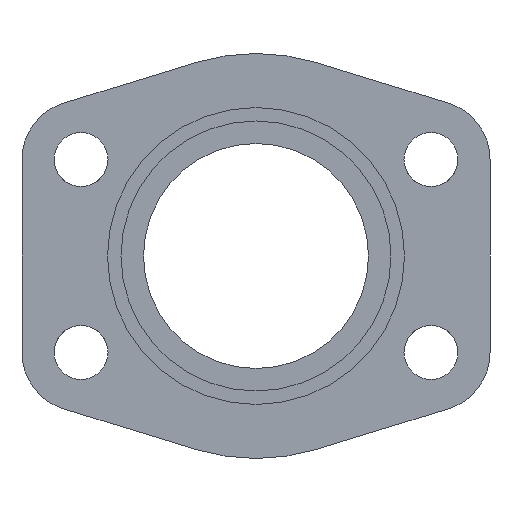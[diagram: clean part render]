
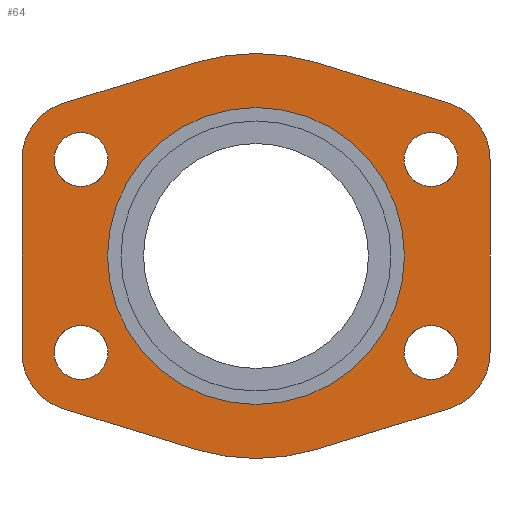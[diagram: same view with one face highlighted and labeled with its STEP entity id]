
A CAD part, front view. The second image highlights one B-rep face of the part: STEP entity #64.
In plain terms, the highlighted planar face has unit normal (0, -1, 0).
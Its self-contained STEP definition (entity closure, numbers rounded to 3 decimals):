
#64=ADVANCED_FACE('',(#131,#132,#133,#134,#135,#136),#137,.F.);
#131=FACE_BOUND('',#238,.T.);
#132=FACE_OUTER_BOUND('',#239,.T.);
#133=FACE_BOUND('',#240,.T.);
#134=FACE_BOUND('',#241,.T.);
#135=FACE_BOUND('',#242,.T.);
#136=FACE_BOUND('',#243,.T.);
#137=PLANE('',#244);
#238=EDGE_LOOP('',(#438,#439));
#239=EDGE_LOOP('',(#440,#441,#442,#443,#444,#445,#446,#447,#448,#449,#450,#451));
#240=EDGE_LOOP('',(#452,#453));
#241=EDGE_LOOP('',(#454,#455));
#242=EDGE_LOOP('',(#456,#457));
#243=EDGE_LOOP('',(#458,#459));
#244=AXIS2_PLACEMENT_3D('',#460,#461,#462);
#438=ORIENTED_EDGE('',*,*,#758,.T.);
#439=ORIENTED_EDGE('',*,*,#751,.T.);
#440=ORIENTED_EDGE('',*,*,#760,.F.);
#441=ORIENTED_EDGE('',*,*,#761,.F.);
#442=ORIENTED_EDGE('',*,*,#762,.F.);
#443=ORIENTED_EDGE('',*,*,#763,.T.);
#444=ORIENTED_EDGE('',*,*,#764,.F.);
#445=ORIENTED_EDGE('',*,*,#765,.F.);
#446=ORIENTED_EDGE('',*,*,#766,.F.);
#447=ORIENTED_EDGE('',*,*,#767,.F.);
#448=ORIENTED_EDGE('',*,*,#768,.F.);
#449=ORIENTED_EDGE('',*,*,#769,.T.);
#450=ORIENTED_EDGE('',*,*,#770,.F.);
#451=ORIENTED_EDGE('',*,*,#771,.F.);
#452=ORIENTED_EDGE('',*,*,#772,.T.);
#453=ORIENTED_EDGE('',*,*,#723,.T.);
#454=ORIENTED_EDGE('',*,*,#773,.T.);
#455=ORIENTED_EDGE('',*,*,#727,.T.);
#456=ORIENTED_EDGE('',*,*,#774,.T.);
#457=ORIENTED_EDGE('',*,*,#732,.T.);
#458=ORIENTED_EDGE('',*,*,#775,.T.);
#459=ORIENTED_EDGE('',*,*,#737,.T.);
#460=CARTESIAN_POINT('',(0.,0.,0.));
#461=DIRECTION('',(-0.0,1.0,0.));
#462=DIRECTION('',(1.0,0.0,0.0));
#723=EDGE_CURVE('',#865,#869,#871,.T.);
#727=EDGE_CURVE('',#873,#877,#879,.T.);
#732=EDGE_CURVE('',#881,#887,#889,.T.);
#737=EDGE_CURVE('',#891,#897,#899,.T.);
#751=EDGE_CURVE('',#919,#923,#925,.T.);
#758=EDGE_CURVE('',#923,#919,#936,.T.);
#760=EDGE_CURVE('',#938,#939,#940,.T.);
#761=EDGE_CURVE('',#941,#938,#942,.T.);
#762=EDGE_CURVE('',#943,#941,#944,.T.);
#763=EDGE_CURVE('',#943,#945,#946,.T.);
#764=EDGE_CURVE('',#947,#945,#948,.T.);
#765=EDGE_CURVE('',#949,#947,#950,.T.);
#766=EDGE_CURVE('',#951,#949,#952,.T.);
#767=EDGE_CURVE('',#953,#951,#954,.T.);
#768=EDGE_CURVE('',#955,#953,#956,.T.);
#769=EDGE_CURVE('',#955,#957,#958,.T.);
#770=EDGE_CURVE('',#959,#957,#960,.T.);
#771=EDGE_CURVE('',#939,#959,#961,.T.);
#772=EDGE_CURVE('',#869,#865,#962,.T.);
#773=EDGE_CURVE('',#877,#873,#963,.T.);
#774=EDGE_CURVE('',#887,#881,#964,.T.);
#775=EDGE_CURVE('',#897,#891,#965,.T.);
#865=VERTEX_POINT('',#1229);
#869=VERTEX_POINT('',#1234);
#871=CIRCLE('',#1237,6.0);
#873=VERTEX_POINT('',#1239);
#877=VERTEX_POINT('',#1244);
#879=CIRCLE('',#1247,6.0);
#881=VERTEX_POINT('',#1249);
#887=VERTEX_POINT('',#1256);
#889=CIRCLE('',#1259,6.0);
#891=VERTEX_POINT('',#1261);
#897=VERTEX_POINT('',#1268);
#899=CIRCLE('',#1271,6.0);
#919=VERTEX_POINT('',#1369);
#923=VERTEX_POINT('',#1374);
#925=CIRCLE('',#1377,33.0);
#936=CIRCLE('',#1390,33.0);
#938=VERTEX_POINT('',#1392);
#939=VERTEX_POINT('',#1393);
#940=CIRCLE('',#1394,13.115);
#941=VERTEX_POINT('',#1395);
#942=LINE('',#1396,#1397);
#943=VERTEX_POINT('',#1398);
#944=CIRCLE('',#1399,45.0);
#945=VERTEX_POINT('',#1400);
#946=LINE('',#1401,#1402);
#947=VERTEX_POINT('',#1403);
#948=CIRCLE('',#1404,13.115);
#949=VERTEX_POINT('',#1405);
#950=LINE('',#1406,#1407);
#951=VERTEX_POINT('',#1408);
#952=CIRCLE('',#1409,13.115);
#953=VERTEX_POINT('',#1410);
#954=LINE('',#1411,#1412);
#955=VERTEX_POINT('',#1413);
#956=CIRCLE('',#1414,45.0);
#957=VERTEX_POINT('',#1415);
#958=LINE('',#1416,#1417);
#959=VERTEX_POINT('',#1418);
#960=CIRCLE('',#1419,13.115);
#961=LINE('',#1420,#1421);
#962=CIRCLE('',#1422,6.0);
#963=CIRCLE('',#1423,6.0);
#964=CIRCLE('',#1424,6.0);
#965=CIRCLE('',#1425,6.0);
#1229=CARTESIAN_POINT('',(-32.885,0.0,-21.44));
#1234=CARTESIAN_POINT('',(-44.885,0.,-21.44));
#1237=AXIS2_PLACEMENT_3D('',#1621,#1622,#1623);
#1239=CARTESIAN_POINT('',(44.885,0.0,-21.44));
#1244=CARTESIAN_POINT('',(32.885,0.,-21.44));
#1247=AXIS2_PLACEMENT_3D('',#1629,#1630,#1631);
#1249=CARTESIAN_POINT('',(-32.885,0.0,21.44));
#1256=CARTESIAN_POINT('',(-44.885,0.,21.44));
#1259=AXIS2_PLACEMENT_3D('',#1640,#1641,#1642);
#1261=CARTESIAN_POINT('',(44.885,0.0,21.44));
#1268=CARTESIAN_POINT('',(32.885,0.,21.44));
#1271=AXIS2_PLACEMENT_3D('',#1651,#1652,#1653);
#1369=CARTESIAN_POINT('',(-33.0,0.,0.));
#1374=CARTESIAN_POINT('',(33.0,0.,0.));
#1377=AXIS2_PLACEMENT_3D('',#1675,#1676,#1677);
#1390=AXIS2_PLACEMENT_3D('',#1692,#1693,#1694);
#1392=CARTESIAN_POINT('',(-42.725,0.,-33.98));
#1393=CARTESIAN_POINT('',(-52.0,0.,-21.44));
#1394=AXIS2_PLACEMENT_3D('',#1698,#1699,#1700);
#1395=CARTESIAN_POINT('',(-13.175,0.,-43.028));
#1396=CARTESIAN_POINT('',(-13.175,0.,-43.028));
#1397=VECTOR('',#1701,1.0);
#1398=CARTESIAN_POINT('',(13.175,0.,-43.028));
#1399=AXIS2_PLACEMENT_3D('',#1702,#1703,#1704);
#1400=CARTESIAN_POINT('',(42.725,0.,-33.98));
#1401=CARTESIAN_POINT('',(13.175,0.,-43.028));
#1402=VECTOR('',#1705,1.0);
#1403=CARTESIAN_POINT('',(52.0,0.,-21.44));
#1404=AXIS2_PLACEMENT_3D('',#1706,#1707,#1708);
#1405=CARTESIAN_POINT('',(52.0,0.,21.44));
#1406=CARTESIAN_POINT('',(52.0,0.,21.44));
#1407=VECTOR('',#1709,1.0);
#1408=CARTESIAN_POINT('',(42.725,0.,33.98));
#1409=AXIS2_PLACEMENT_3D('',#1710,#1711,#1712);
#1410=CARTESIAN_POINT('',(13.175,0.,43.028));
#1411=CARTESIAN_POINT('',(13.175,0.,43.028));
#1412=VECTOR('',#1713,1.0);
#1413=CARTESIAN_POINT('',(-13.175,0.,43.028));
#1414=AXIS2_PLACEMENT_3D('',#1714,#1715,#1716);
#1415=CARTESIAN_POINT('',(-42.725,0.,33.98));
#1416=CARTESIAN_POINT('',(-13.175,0.,43.028));
#1417=VECTOR('',#1717,1.0);
#1418=CARTESIAN_POINT('',(-52.0,0.,21.44));
#1419=AXIS2_PLACEMENT_3D('',#1718,#1719,#1720);
#1420=CARTESIAN_POINT('',(-52.0,0.,-21.44));
#1421=VECTOR('',#1721,1.0);
#1422=AXIS2_PLACEMENT_3D('',#1722,#1723,#1724);
#1423=AXIS2_PLACEMENT_3D('',#1725,#1726,#1727);
#1424=AXIS2_PLACEMENT_3D('',#1728,#1729,#1730);
#1425=AXIS2_PLACEMENT_3D('',#1731,#1732,#1733);
#1621=CARTESIAN_POINT('',(-38.885,0.0,-21.44));
#1622=DIRECTION('',(-0.0,1.0,0.));
#1623=DIRECTION('',(1.0,0.0,0.0));
#1629=CARTESIAN_POINT('',(38.885,0.0,-21.44));
#1630=DIRECTION('',(-0.0,1.0,0.));
#1631=DIRECTION('',(1.0,0.0,0.0));
#1640=CARTESIAN_POINT('',(-38.885,0.0,21.44));
#1641=DIRECTION('',(-0.0,1.0,0.));
#1642=DIRECTION('',(1.0,0.0,0.0));
#1651=CARTESIAN_POINT('',(38.885,0.0,21.44));
#1652=DIRECTION('',(-0.0,1.0,0.));
#1653=DIRECTION('',(1.0,0.0,0.0));
#1675=CARTESIAN_POINT('',(0.0,0.0,0.0));
#1676=DIRECTION('',(0.0,1.0,0.));
#1677=DIRECTION('',(-1.0,0.0,0.0));
#1692=CARTESIAN_POINT('',(0.0,0.0,0.0));
#1693=DIRECTION('',(0.0,1.0,0.));
#1694=DIRECTION('',(-1.0,0.0,0.0));
#1698=CARTESIAN_POINT('',(-38.885,0.,-21.44));
#1699=DIRECTION('',(-0.0,1.0,0.));
#1700=DIRECTION('',(1.0,0.0,0.0));
#1701=DIRECTION('',(-0.956,0.,0.293));
#1702=CARTESIAN_POINT('',(0.0,0.0,0.0));
#1703=DIRECTION('',(-0.0,1.0,0.));
#1704=DIRECTION('',(1.0,0.0,0.0));
#1705=DIRECTION('',(0.956,0.,0.293));
#1706=CARTESIAN_POINT('',(38.885,0.,-21.44));
#1707=DIRECTION('',(-0.0,1.0,0.));
#1708=DIRECTION('',(1.0,0.0,0.0));
#1709=DIRECTION('',(0.,0.,-1.0));
#1710=CARTESIAN_POINT('',(38.885,0.,21.44));
#1711=DIRECTION('',(-0.0,1.0,0.));
#1712=DIRECTION('',(1.0,0.0,0.0));
#1713=DIRECTION('',(0.956,0.,-0.293));
#1714=CARTESIAN_POINT('',(0.0,0.0,0.0));
#1715=DIRECTION('',(-0.0,1.0,0.));
#1716=DIRECTION('',(1.0,0.0,0.0));
#1717=DIRECTION('',(-0.956,0.,-0.293));
#1718=CARTESIAN_POINT('',(-38.885,0.,21.44));
#1719=DIRECTION('',(-0.0,1.0,0.));
#1720=DIRECTION('',(1.0,0.0,0.0));
#1721=DIRECTION('',(0.0,0.,1.0));
#1722=CARTESIAN_POINT('',(-38.885,0.0,-21.44));
#1723=DIRECTION('',(-0.0,1.0,0.));
#1724=DIRECTION('',(1.0,0.0,0.0));
#1725=CARTESIAN_POINT('',(38.885,0.0,-21.44));
#1726=DIRECTION('',(-0.0,1.0,0.));
#1727=DIRECTION('',(1.0,0.0,0.0));
#1728=CARTESIAN_POINT('',(-38.885,0.0,21.44));
#1729=DIRECTION('',(-0.0,1.0,0.));
#1730=DIRECTION('',(1.0,0.0,0.0));
#1731=CARTESIAN_POINT('',(38.885,0.0,21.44));
#1732=DIRECTION('',(-0.0,1.0,0.));
#1733=DIRECTION('',(1.0,0.0,0.0));
